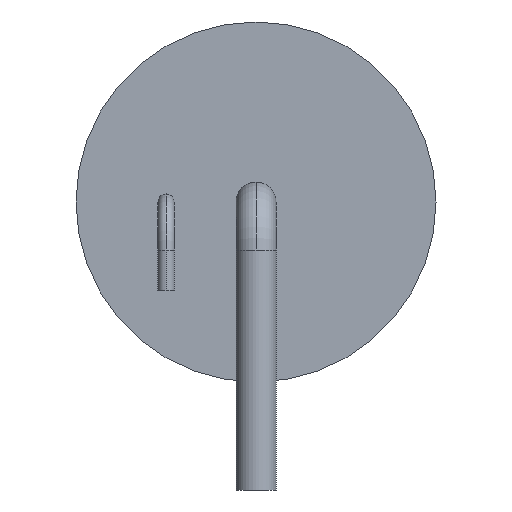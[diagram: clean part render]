
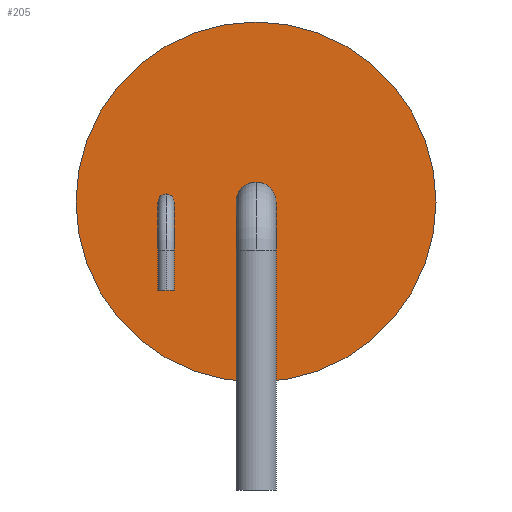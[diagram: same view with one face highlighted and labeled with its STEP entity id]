
A CAD part, front view. The second image highlights one B-rep face of the part: STEP entity #205.
In plain terms, the highlighted planar face has unit normal (0, -1, 0).
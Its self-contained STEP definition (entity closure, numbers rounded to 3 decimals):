
#23 = EDGE_CURVE ( 'NONE', #695, #680, #296, .T. ) ;
#43 = AXIS2_PLACEMENT_3D ( 'NONE', #468, #763, #527 ) ;
#47 = ORIENTED_EDGE ( 'NONE', *, *, #576, .F. ) ;
#71 = CARTESIAN_POINT ( 'NONE',  ( -1.125, 0., 0. ) ) ;
#75 = AXIS2_PLACEMENT_3D ( 'NONE', #121, #413, #175 ) ;
#82 = DIRECTION ( 'NONE',  ( 0., 0., 1. ) ) ;
#96 = ORIENTED_EDGE ( 'NONE', *, *, #404, .F. ) ;
#119 = AXIS2_PLACEMENT_3D ( 'NONE', #373, #385, #82 ) ;
#121 = CARTESIAN_POINT ( 'NONE',  ( 0., 0., 0. ) ) ;
#129 = CARTESIAN_POINT ( 'NONE',  ( 0., 0., 0. ) ) ;
#157 = AXIS2_PLACEMENT_3D ( 'NONE', #630, #434, #256 ) ;
#158 = FACE_BOUND ( 'NONE', #421, .T. ) ;
#175 = DIRECTION ( 'NONE',  ( 0., 0., 1. ) ) ;
#179 = EDGE_CURVE ( 'NONE', #676, #227, #622, .T. ) ;
#204 = ORIENTED_EDGE ( 'NONE', *, *, #179, .F. ) ;
#205 = ADVANCED_FACE ( 'NONE', ( #158, #388, #645 ), #701, .F. ) ;
#226 = CIRCLE ( 'NONE', #75, 2.25 ) ;
#227 = VERTEX_POINT ( 'NONE', #749 ) ;
#228 = EDGE_CURVE ( 'NONE', #680, #695, #234, .T. ) ;
#234 = CIRCLE ( 'NONE', #258, 0.1 ) ;
#256 = DIRECTION ( 'NONE',  ( 0., 0., -1. ) ) ;
#258 = AXIS2_PLACEMENT_3D ( 'NONE', #71, #603, #365 ) ;
#263 = EDGE_LOOP ( 'NONE', ( #204, #462 ) ) ;
#267 = EDGE_LOOP ( 'NONE', ( #47, #96 ) ) ;
#268 = CARTESIAN_POINT ( 'NONE',  ( -1.125, 0., -0.1 ) ) ;
#276 = DIRECTION ( 'NONE',  ( 0., 1., 0. ) ) ;
#278 = CARTESIAN_POINT ( 'NONE',  ( 0., 0., -2.25 ) ) ;
#296 = CIRCLE ( 'NONE', #157, 0.1 ) ;
#297 = CIRCLE ( 'NONE', #119, 2.25 ) ;
#314 = CARTESIAN_POINT ( 'NONE',  ( 0., 0., -0.25 ) ) ;
#323 = CARTESIAN_POINT ( 'NONE',  ( 0., 0., 2.25 ) ) ;
#351 = DIRECTION ( 'NONE',  ( 0., 0., 1. ) ) ;
#365 = DIRECTION ( 'NONE',  ( 0., 0., -1. ) ) ;
#373 = CARTESIAN_POINT ( 'NONE',  ( 0., 0., 0. ) ) ;
#385 = DIRECTION ( 'NONE',  ( 0., 1., 0. ) ) ;
#388 = FACE_BOUND ( 'NONE', #263, .T. ) ;
#389 = ORIENTED_EDGE ( 'NONE', *, *, #23, .F. ) ;
#399 = DIRECTION ( 'NONE',  ( 0., -1., 0. ) ) ;
#404 = EDGE_CURVE ( 'NONE', #685, #760, #297, .T. ) ;
#413 = DIRECTION ( 'NONE',  ( 0., 1., 0. ) ) ;
#421 = EDGE_LOOP ( 'NONE', ( #389, #441 ) ) ;
#434 = DIRECTION ( 'NONE',  ( 0., -1., 0. ) ) ;
#441 = ORIENTED_EDGE ( 'NONE', *, *, #228, .F. ) ;
#462 = ORIENTED_EDGE ( 'NONE', *, *, #525, .F. ) ;
#468 = CARTESIAN_POINT ( 'NONE',  ( 0., 0., 0. ) ) ;
#510 = CARTESIAN_POINT ( 'NONE',  ( 0., 0., 0. ) ) ;
#525 = EDGE_CURVE ( 'NONE', #227, #676, #650, .T. ) ;
#527 = DIRECTION ( 'NONE',  ( 0., 0., -1. ) ) ;
#555 = AXIS2_PLACEMENT_3D ( 'NONE', #510, #276, #351 ) ;
#576 = EDGE_CURVE ( 'NONE', #760, #685, #226, .T. ) ;
#603 = DIRECTION ( 'NONE',  ( 0., -1., 0. ) ) ;
#622 = CIRCLE ( 'NONE', #43, 0.25 ) ;
#630 = CARTESIAN_POINT ( 'NONE',  ( -1.125, 0., 0. ) ) ;
#645 = FACE_OUTER_BOUND ( 'NONE', #267, .T. ) ;
#650 = CIRCLE ( 'NONE', #719, 0.25 ) ;
#676 = VERTEX_POINT ( 'NONE', #314 ) ;
#678 = CARTESIAN_POINT ( 'NONE',  ( -1.125, 0., 0.1 ) ) ;
#680 = VERTEX_POINT ( 'NONE', #678 ) ;
#685 = VERTEX_POINT ( 'NONE', #323 ) ;
#695 = VERTEX_POINT ( 'NONE', #268 ) ;
#701 = PLANE ( 'NONE',  #555 ) ;
#719 = AXIS2_PLACEMENT_3D ( 'NONE', #129, #399, #755 ) ;
#749 = CARTESIAN_POINT ( 'NONE',  ( 0., 0., 0.25 ) ) ;
#755 = DIRECTION ( 'NONE',  ( 0., 0., -1. ) ) ;
#760 = VERTEX_POINT ( 'NONE', #278 ) ;
#763 = DIRECTION ( 'NONE',  ( 0., -1., 0. ) ) ;
